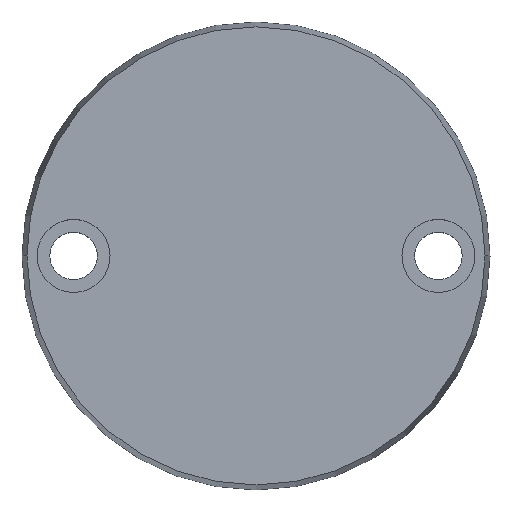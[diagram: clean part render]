
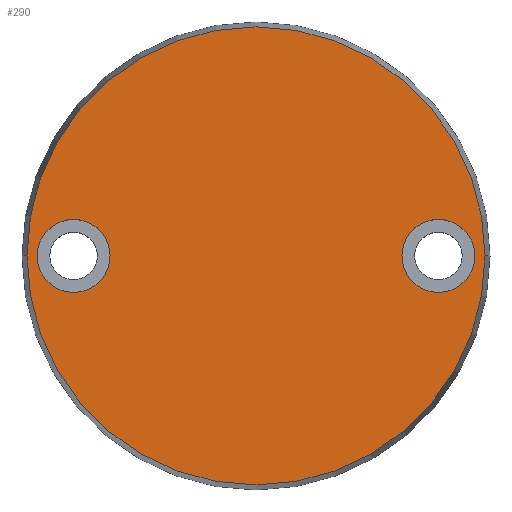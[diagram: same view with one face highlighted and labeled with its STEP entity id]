
A CAD part, top view. The second image highlights one B-rep face of the part: STEP entity #290.
In plain terms, the highlighted planar face has unit normal (0, 0, 1).
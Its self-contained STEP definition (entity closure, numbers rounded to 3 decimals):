
#9 = VERTEX_POINT ( 'NONE', #160 ) ;
#24 = DIRECTION ( 'NONE',  ( 0., 0., 1. ) ) ;
#36 = EDGE_LOOP ( 'NONE', ( #220, #222 ) ) ;
#46 = VERTEX_POINT ( 'NONE', #344 ) ;
#50 = PLANE ( 'NONE',  #66 ) ;
#51 = EDGE_CURVE ( 'NONE', #88, #336, #364, .T. ) ;
#52 = ORIENTED_EDGE ( 'NONE', *, *, #51, .T. ) ;
#60 = AXIS2_PLACEMENT_3D ( 'NONE', #76, #272, #245 ) ;
#66 = AXIS2_PLACEMENT_3D ( 'NONE', #315, #24, #433 ) ;
#68 = FACE_BOUND ( 'NONE', #36, .T. ) ;
#74 = CARTESIAN_POINT ( 'NONE',  ( -31.393, 0., 7.8 ) ) ;
#75 = CARTESIAN_POINT ( 'NONE',  ( 30., 0., 7.8 ) ) ;
#76 = CARTESIAN_POINT ( 'NONE',  ( 0., 0., 7.8 ) ) ;
#84 = DIRECTION ( 'NONE',  ( 1., 0., 0. ) ) ;
#88 = VERTEX_POINT ( 'NONE', #74 ) ;
#98 = AXIS2_PLACEMENT_3D ( 'NONE', #218, #151, #439 ) ;
#102 = DIRECTION ( 'NONE',  ( 1., 0., 0. ) ) ;
#120 = AXIS2_PLACEMENT_3D ( 'NONE', #411, #318, #221 ) ;
#129 = CARTESIAN_POINT ( 'NONE',  ( 0., 0., 7.8 ) ) ;
#131 = CIRCLE ( 'NONE', #98, 5. ) ;
#141 = CARTESIAN_POINT ( 'NONE',  ( -25., 0., 7.8 ) ) ;
#151 = DIRECTION ( 'NONE',  ( 0., 0., 1. ) ) ;
#152 = FACE_BOUND ( 'NONE', #398, .T. ) ;
#157 = DIRECTION ( 'NONE',  ( 0., 0., 1. ) ) ;
#158 = AXIS2_PLACEMENT_3D ( 'NONE', #141, #157, #169 ) ;
#160 = CARTESIAN_POINT ( 'NONE',  ( -20., 0., 7.8 ) ) ;
#161 = CIRCLE ( 'NONE', #158, 5. ) ;
#169 = DIRECTION ( 'NONE',  ( 1., 0., 0. ) ) ;
#201 = CARTESIAN_POINT ( 'NONE',  ( 31.393, 0., 7.8 ) ) ;
#208 = CARTESIAN_POINT ( 'NONE',  ( 25., 0., 7.8 ) ) ;
#218 = CARTESIAN_POINT ( 'NONE',  ( -25., 0., 7.8 ) ) ;
#220 = ORIENTED_EDGE ( 'NONE', *, *, #241, .F. ) ;
#221 = DIRECTION ( 'NONE',  ( 1., 0., 0. ) ) ;
#222 = ORIENTED_EDGE ( 'NONE', *, *, #354, .F. ) ;
#223 = VERTEX_POINT ( 'NONE', #75 ) ;
#228 = VERTEX_POINT ( 'NONE', #381 ) ;
#234 = ORIENTED_EDGE ( 'NONE', *, *, #402, .T. ) ;
#241 = EDGE_CURVE ( 'NONE', #9, #228, #161, .T. ) ;
#245 = DIRECTION ( 'NONE',  ( 1., 0., 0. ) ) ;
#272 = DIRECTION ( 'NONE',  ( 0., 0., 1. ) ) ;
#289 = AXIS2_PLACEMENT_3D ( 'NONE', #208, #298, #84 ) ;
#290 = ADVANCED_FACE ( 'NONE', ( #68, #152, #327 ), #50, .T. ) ;
#293 = CIRCLE ( 'NONE', #314, 31.393 ) ;
#298 = DIRECTION ( 'NONE',  ( 0., 0., 1. ) ) ;
#305 = EDGE_CURVE ( 'NONE', #223, #46, #414, .T. ) ;
#306 = EDGE_CURVE ( 'NONE', #46, #223, #321, .T. ) ;
#314 = AXIS2_PLACEMENT_3D ( 'NONE', #129, #384, #102 ) ;
#315 = CARTESIAN_POINT ( 'NONE',  ( 0., 0., 7.8 ) ) ;
#318 = DIRECTION ( 'NONE',  ( 0., 0., 1. ) ) ;
#321 = CIRCLE ( 'NONE', #120, 5. ) ;
#327 = FACE_OUTER_BOUND ( 'NONE', #431, .T. ) ;
#336 = VERTEX_POINT ( 'NONE', #201 ) ;
#344 = CARTESIAN_POINT ( 'NONE',  ( 20., 0., 7.8 ) ) ;
#354 = EDGE_CURVE ( 'NONE', #228, #9, #131, .T. ) ;
#364 = CIRCLE ( 'NONE', #60, 31.393 ) ;
#381 = CARTESIAN_POINT ( 'NONE',  ( -30., 0., 7.8 ) ) ;
#384 = DIRECTION ( 'NONE',  ( 0., 0., 1. ) ) ;
#392 = ORIENTED_EDGE ( 'NONE', *, *, #305, .F. ) ;
#398 = EDGE_LOOP ( 'NONE', ( #392, #434 ) ) ;
#402 = EDGE_CURVE ( 'NONE', #336, #88, #293, .T. ) ;
#411 = CARTESIAN_POINT ( 'NONE',  ( 25., 0., 7.8 ) ) ;
#414 = CIRCLE ( 'NONE', #289, 5. ) ;
#431 = EDGE_LOOP ( 'NONE', ( #234, #52 ) ) ;
#433 = DIRECTION ( 'NONE',  ( 1., 0., 0. ) ) ;
#434 = ORIENTED_EDGE ( 'NONE', *, *, #306, .F. ) ;
#439 = DIRECTION ( 'NONE',  ( 1., 0., 0. ) ) ;
